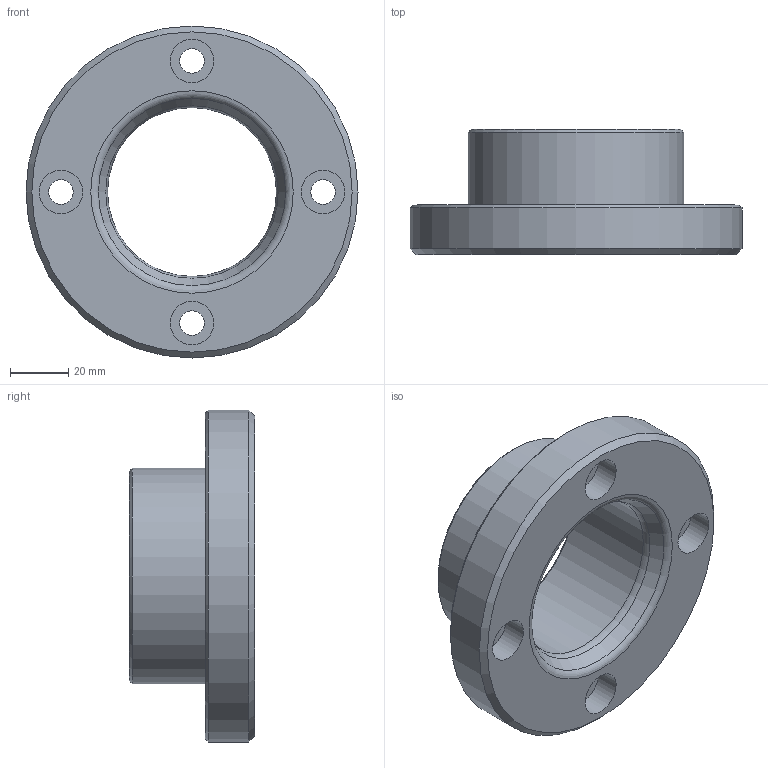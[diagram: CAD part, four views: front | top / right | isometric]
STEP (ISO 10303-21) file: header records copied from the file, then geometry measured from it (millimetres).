
FILE_DESCRIPTION (( 'STEP AP214' ), '1' );
FILE_NAME ('STARK_807 310_B.STEP', '2021-09-28T15:17:05', ( '' ), ( '' ), 'SwSTEP 2.0', 'SolidWorks 2019', '' );
FILE_SCHEMA (( 'AUTOMOTIVE_DESIGN' ));
Length unit declared in the file: millimetre
Products named in the file (1): STARK_807 310_B
Bounding box: 114 x 43 x 114 mm (x, y, z)
Volume: 159871.5 mm3; surface area: 35719.6 mm2
Topology: 1 solids, 1 shells, 25 faces, 47 edges, 29 vertices
Faces by surface type: cylinder 11, plane 7, cone 5, torus 2
Full cylindrical faces by diameter (mm): 8.4 x4, 15 x4, 58 x1, 74 x1, 114 x1
Entity records: 598 total; most frequent: DIRECTION 110, CARTESIAN_POINT 84, ORIENTED_EDGE 58, EDGE_LOOP 58, AXIS2_PLACEMENT_3D 55, FACE_OUTER_BOUND 38, VERTEX_POINT 29, CIRCLE 29
